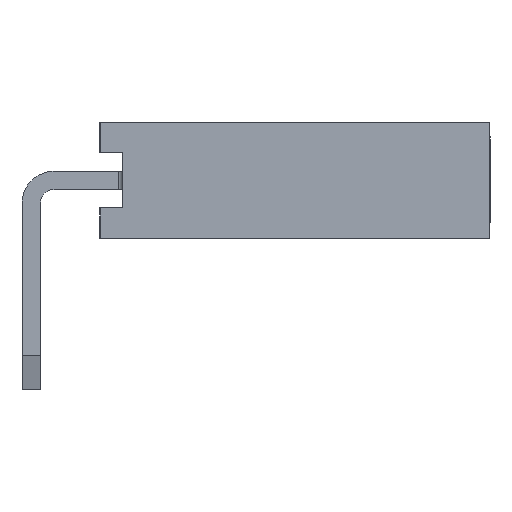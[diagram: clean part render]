
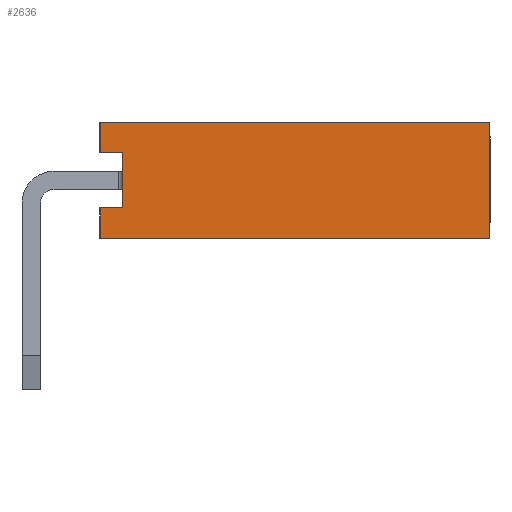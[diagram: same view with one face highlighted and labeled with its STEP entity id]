
A CAD part, left-side view. The second image highlights one B-rep face of the part: STEP entity #2636.
In plain terms, the highlighted planar face has unit normal (-1, 0, 0).
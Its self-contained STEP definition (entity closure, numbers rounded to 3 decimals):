
#2636=ADVANCED_FACE('',(#14204),#14206,.T.);
#14204=FACE_BOUND('',#14205,.T.);
#14205=EDGE_LOOP('',(#23509,#23510,#23511,#23512,#23513,#23514,#23515,#23516));
#14206=PLANE('',#14207);
#14207=AXIS2_PLACEMENT_3D('',#14208,#14209,#14210);
#14208=CARTESIAN_POINT('',(-1.27,-1.5,2.54));
#14209=DIRECTION('',(-1.,0.,0.));
#14210=DIRECTION('',(0.,0.,-1.));
#23509=ORIENTED_EDGE('',*,*,#30213,.T.);
#23510=ORIENTED_EDGE('',*,*,#30214,.T.);
#23511=ORIENTED_EDGE('',*,*,#30215,.T.);
#23512=ORIENTED_EDGE('',*,*,#30216,.F.);
#23513=ORIENTED_EDGE('',*,*,#30217,.F.);
#23514=ORIENTED_EDGE('',*,*,#30218,.T.);
#23515=ORIENTED_EDGE('',*,*,#30219,.T.);
#23516=ORIENTED_EDGE('',*,*,#29761,.T.);
#29761=EDGE_CURVE('',#34081,#34082,#34083,.T.);
#30213=EDGE_CURVE('',#34082,#34721,#34722,.F.);
#30214=EDGE_CURVE('',#34721,#34723,#34724,.T.);
#30215=EDGE_CURVE('',#34723,#34725,#34726,.T.);
#30216=EDGE_CURVE('',#34727,#34725,#34728,.T.);
#30217=EDGE_CURVE('',#34729,#34727,#34730,.T.);
#30218=EDGE_CURVE('',#34729,#34731,#34732,.T.);
#30219=EDGE_CURVE('',#34731,#34081,#34733,.F.);
#34081=VERTEX_POINT('',#41685);
#34082=VERTEX_POINT('',#41686);
#34083=LINE('',#41687,#41688);
#34721=VERTEX_POINT('',#43229);
#34722=LINE('',#43230,#43231);
#34723=VERTEX_POINT('',#43233);
#34724=LINE('',#43234,#43235);
#34725=VERTEX_POINT('',#43237);
#34726=LINE('',#43238,#43239);
#34727=VERTEX_POINT('',#43241);
#34728=LINE('',#43242,#43243);
#34729=VERTEX_POINT('',#43245);
#34730=LINE('',#43246,#43247);
#34731=VERTEX_POINT('',#43249);
#34732=LINE('',#43250,#43251);
#34733=LINE('',#43253,#43254);
#41685=CARTESIAN_POINT('',(-1.27,-2.,1.87));
#41686=CARTESIAN_POINT('',(-1.27,-2.,0.67));
#41687=CARTESIAN_POINT('',(-1.27,-2.,1.87));
#41688=VECTOR('',#41689,1.);
#41689=DIRECTION('',(0.,0.,-1.));
#43229=CARTESIAN_POINT('',(-1.27,-1.5,0.67));
#43230=CARTESIAN_POINT('',(-1.27,-1.5,0.67));
#43231=VECTOR('',#43232,1.);
#43232=DIRECTION('',(0.,-1.,0.));
#43233=CARTESIAN_POINT('',(-1.27,-1.5,0.));
#43234=CARTESIAN_POINT('',(-1.27,-1.5,0.67));
#43235=VECTOR('',#43236,1.);
#43236=DIRECTION('',(0.,0.,-1.));
#43237=CARTESIAN_POINT('',(-1.27,-10.,0.));
#43238=CARTESIAN_POINT('',(-1.27,-1.5,0.));
#43239=VECTOR('',#43240,1.);
#43240=DIRECTION('',(0.,-1.,0.));
#43241=CARTESIAN_POINT('',(-1.27,-10.,2.54));
#43242=CARTESIAN_POINT('',(-1.27,-10.,2.54));
#43243=VECTOR('',#43244,1.);
#43244=DIRECTION('',(0.,0.,-1.));
#43245=CARTESIAN_POINT('',(-1.27,-1.5,2.54));
#43246=CARTESIAN_POINT('',(-1.27,-1.5,2.54));
#43247=VECTOR('',#43248,1.);
#43248=DIRECTION('',(0.,-1.,0.));
#43249=CARTESIAN_POINT('',(-1.27,-1.5,1.87));
#43250=CARTESIAN_POINT('',(-1.27,-1.5,2.54));
#43251=VECTOR('',#43252,1.);
#43252=DIRECTION('',(0.,0.,-1.));
#43253=CARTESIAN_POINT('',(-1.27,-2.,1.87));
#43254=VECTOR('',#43255,1.);
#43255=DIRECTION('',(0.,1.,0.));
